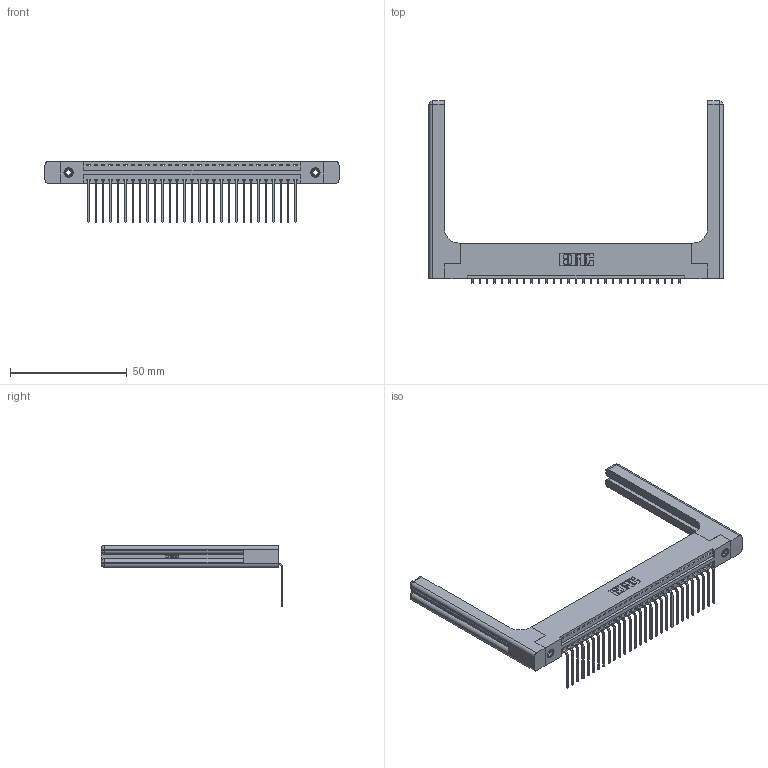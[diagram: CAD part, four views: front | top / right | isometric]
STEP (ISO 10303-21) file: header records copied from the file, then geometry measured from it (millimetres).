
FILE_DESCRIPTION (( 'STEP AP203' ), '1' );
FILE_NAME ('396-029-559-158.STEP', '2019-10-31T21:43:53', ( '' ), ( '' ), 'SwSTEP 2.0', 'SolidWorks 2016', '' );
FILE_SCHEMA (( 'CONFIG_CONTROL_DESIGN' ));
Length unit declared in the file: inch
Products named in the file (5): 346 Part_Flush Mounting Lugs - 0.156 Dia-TH; 345-292-001_558 559 Tail - 1; 345-250-001_345-250-001-102; 346-220-058_345-220-058; 396-029-559-158
Assembly tree (34 placements, depth 2):
  396-029-559-158
    346 Part_Flush Mounting Lugs - 0.156 Dia-TH
    345-292-001_558 559 Tail - 1  x29
    345-250-001_345-250-001-102  x2
    346-220-058_345-220-058  x2
Bounding box: 126.14 x 78.04 x 26.16 mm (x, y, z)
Volume: 19599.5 mm3; surface area: 20705.5 mm2
Topology: 34 solids, 34 shells, 2118 faces, 6273 edges, 4122 vertices
Faces by surface type: plane 1442, cylinder 616, bspline 36, cone 12, sphere 8, torus 4
Entity records: 25014 total; most frequent: CARTESIAN_POINT 5272, ORIENTED_EDGE 4032, DIRECTION 3598, EDGE_CURVE 2016, LINE 1676, VECTOR 1676, VERTEX_POINT 1334, AXIS2_PLACEMENT_3D 961
